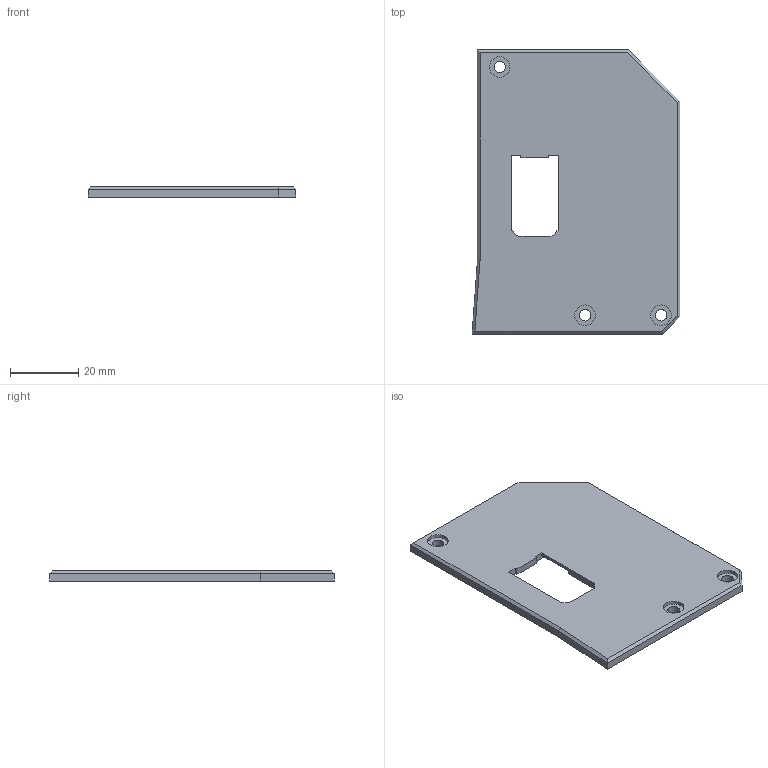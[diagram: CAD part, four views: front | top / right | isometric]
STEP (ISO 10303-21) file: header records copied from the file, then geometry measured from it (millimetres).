
FILE_DESCRIPTION((''),'2;1');
FILE_NAME('PRT0003_TOP','2022-03-31T18:49:30',('Dinu'),(''),'CREO PARAMETRIC BY PTC INC, 2021164','CREO PARAMETRIC BY PTC INC, 2021164','');
FILE_SCHEMA(('CONFIG_CONTROL_DESIGN'));
Length unit declared in the file: millimetre
Products named in the file (1): PRT0003_TOP
Bounding box: 60.71 x 83 x 3 mm (x, y, z)
Volume: 9692.3 mm3; surface area: 10172.1 mm2
Topology: 1 solids, 1 shells, 76 faces, 205 edges, 135 vertices
Faces by surface type: plane 60, cylinder 14, extrusion 2
Entity records: 2429 total; most frequent: CARTESIAN_POINT 446, ORIENTED_EDGE 410, DIRECTION 377, EDGE_CURVE 205, VECTOR 173, LINE 171, VERTEX_POINT 135, AXIS2_PLACEMENT_3D 102
